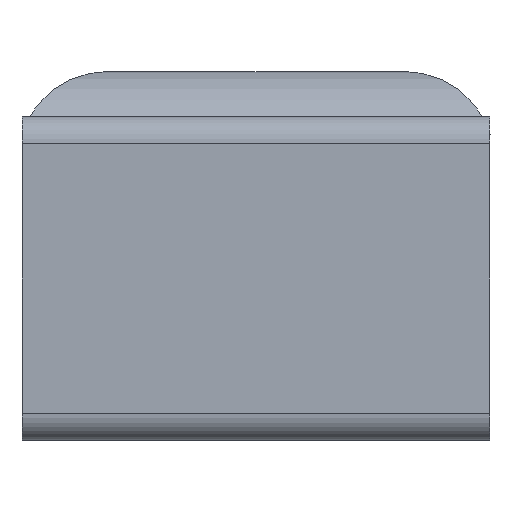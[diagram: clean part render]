
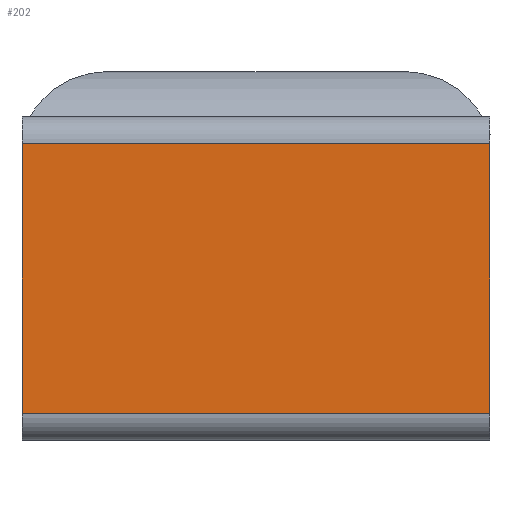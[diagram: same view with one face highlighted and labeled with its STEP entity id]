
A CAD part, left-side view. The second image highlights one B-rep face of the part: STEP entity #202.
In plain terms, the highlighted planar face has unit normal (-1, 0, 0).
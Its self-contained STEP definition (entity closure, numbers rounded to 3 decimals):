
#202 = ADVANCED_FACE( '', ( #363 ), #364, .F. );
#363 = FACE_OUTER_BOUND( '', #509, .T. );
#364 = PLANE( '', #510 );
#509 = EDGE_LOOP( '', ( #802, #803, #804, #805 ) );
#510 = AXIS2_PLACEMENT_3D( '', #806, #807, #808 );
#802 = ORIENTED_EDGE( '', *, *, #1066, .T. );
#803 = ORIENTED_EDGE( '', *, *, #961, .T. );
#804 = ORIENTED_EDGE( '', *, *, #1067, .F. );
#805 = ORIENTED_EDGE( '', *, *, #1068, .T. );
#806 = CARTESIAN_POINT( '', ( -0.5, -0.26, 0.36 ) );
#807 = DIRECTION( '', ( 1., 0., 0. ) );
#808 = DIRECTION( '', ( 0., 0., -1. ) );
#961 = EDGE_CURVE( '', #1119, #1116, #1120, .F. );
#1066 = EDGE_CURVE( '', #1280, #1119, #1281, .T. );
#1067 = EDGE_CURVE( '', #1282, #1116, #1283, .T. );
#1068 = EDGE_CURVE( '', #1282, #1280, #1284, .T. );
#1116 = VERTEX_POINT( '', #1344 );
#1119 = VERTEX_POINT( '', #1347 );
#1120 = LINE( '', #1348, #1349 );
#1280 = VERTEX_POINT( '', #1565 );
#1281 = LINE( '', #1566, #1567 );
#1282 = VERTEX_POINT( '', #1568 );
#1283 = LINE( '', #1569, #1570 );
#1284 = LINE( '', #1571, #1572 );
#1344 = CARTESIAN_POINT( '', ( -0.5, -0.26, 0.03 ) );
#1347 = CARTESIAN_POINT( '', ( -0.5, 0.26, 0.03 ) );
#1348 = CARTESIAN_POINT( '', ( -0.5, -0.26, 0.03 ) );
#1349 = VECTOR( '', #1641, 1000. );
#1565 = CARTESIAN_POINT( '', ( -0.5, 0.26, 0.33 ) );
#1566 = CARTESIAN_POINT( '', ( -0.5, 0.26, 0.36 ) );
#1567 = VECTOR( '', #1764, 1000. );
#1568 = CARTESIAN_POINT( '', ( -0.5, -0.26, 0.33 ) );
#1569 = CARTESIAN_POINT( '', ( -0.5, -0.26, 0.36 ) );
#1570 = VECTOR( '', #1765, 1000. );
#1571 = CARTESIAN_POINT( '', ( -0.5, -0.26, 0.33 ) );
#1572 = VECTOR( '', #1766, 1000. );
#1641 = DIRECTION( '', ( 0., 1., 0. ) );
#1764 = DIRECTION( '', ( 0., 0., -1. ) );
#1765 = DIRECTION( '', ( 0., 0., -1. ) );
#1766 = DIRECTION( '', ( 0., 1., 0. ) );
